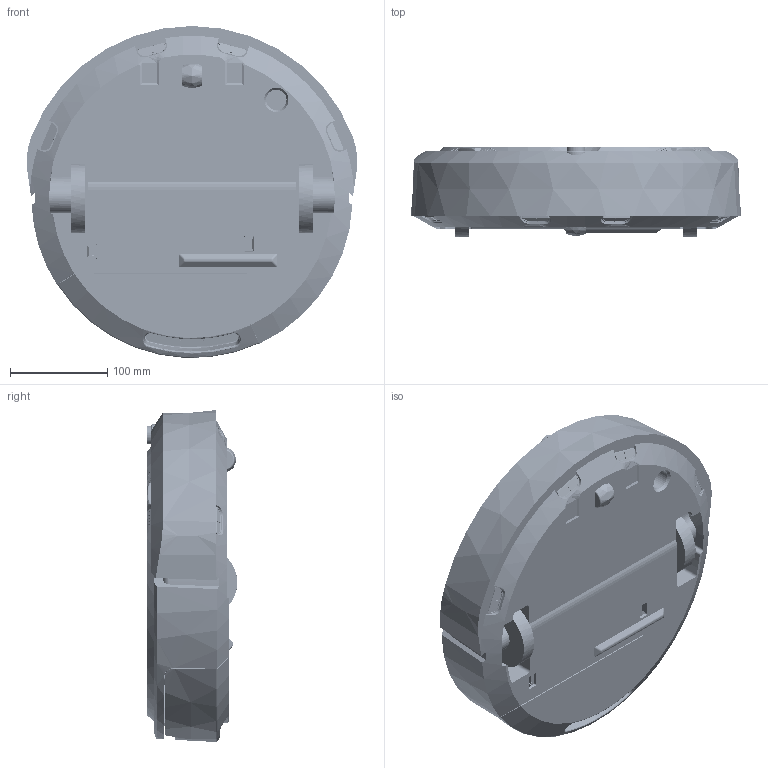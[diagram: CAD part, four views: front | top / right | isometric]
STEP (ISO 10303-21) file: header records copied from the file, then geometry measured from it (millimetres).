
FILE_DESCRIPTION(/* description */ ('Model of iRobot Create 3 robot.'),/* implementation_level */ '2;1');
FILE_NAME(/* name */ 'Create 3 Model 20220119.step',/* time_stamp */ '2022-01-19T14:51:24-05:00',/* author */ ('Raphael Cherney'),/* organization */ ('iRobot Corporation'),/* preprocessor_version */ 'ST-DEVELOPER v18.1',/* originating_system */ 'Autodesk Translation Framework v10.10.0.1391',/* authorisation */ '');
FILE_SCHEMA (('AUTOMOTIVE_DESIGN { 1 0 10303 214 3 1 1 }'));
Length unit declared in the file: millimetre
Products named in the file (16): !Create 3 Public Model; Simplified Body; Faceplate Assembly; Faceplate; Power Button; Right Button; Left Button; Locating Pins; Rear-Left Pin; Rear-Right Pin; Front-Left Pin; Front-Right Pin; Cargo Bay Assembly; Cargo Bay; Right Ballast; Left Ballast
Assembly tree (15 placements, depth 3):
  !Create 3 Public Model
    Simplified Body
    Faceplate Assembly
      Faceplate
      Power Button
      Right Button
      Left Button
    Locating Pins
      Rear-Left Pin
      Rear-Right Pin
      Front-Left Pin
      Front-Right Pin
    Cargo Bay Assembly
      Cargo Bay
      Right Ballast
      Left Ballast
Bounding box: 340.75 x 93.33 x 342.06 mm (x, y, z)
Volume: 3935310.8 mm3; surface area: 747878.2 mm2
Topology: 12 solids, 12 shells, 4248 faces, 10624 edges, 6825 vertices
Faces by surface type: plane 1559, bspline 1154, cone 979, cylinder 441, torus 104, sphere 11
Full cylindrical faces by diameter (mm): 0.5 x1, 0.52 x2, 0.6 x3, 0.7 x4, 0.991 x2, 1.2 x4, 2 x1, 2.4 x3, 2.6 x12, 3 x10, 4 x2, 6 x2, 16.982 x1, 18.992 x1, 21 x1, 33.6 x1, 72 x2
Entity records: 236818 total; most frequent: CARTESIAN_POINT 138764, ORIENTED_EDGE 21232, DIRECTION 17852, EDGE_CURVE 10616, VERTEX_POINT 6825, AXIS2_PLACEMENT_3D 6558, EDGE_LOOP 5665, LINE 4736
